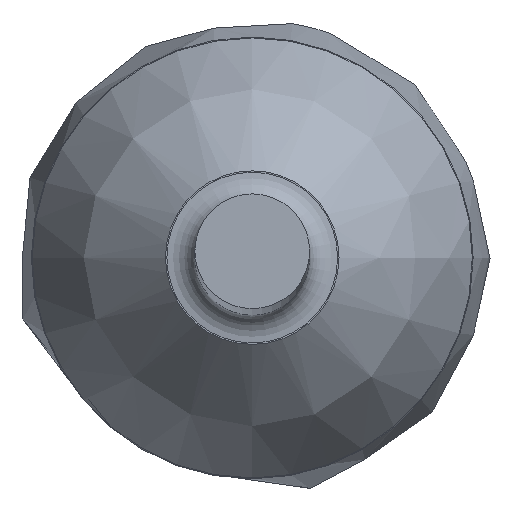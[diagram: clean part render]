
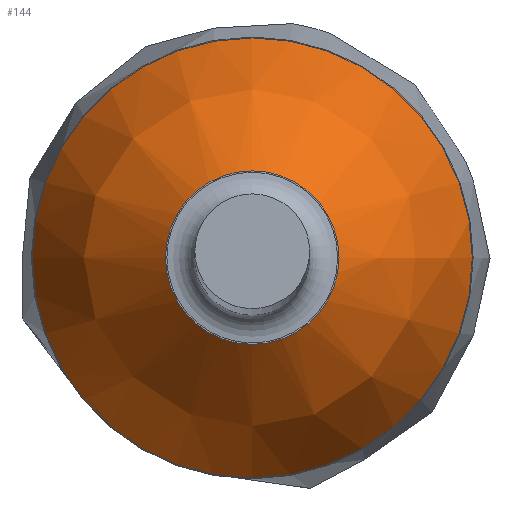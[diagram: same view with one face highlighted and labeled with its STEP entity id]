
A CAD part, top view. The second image highlights one B-rep face of the part: STEP entity #144.
In plain terms, the highlighted free-form (B-spline) face has degree [2, 2] with [3, 9] control points.
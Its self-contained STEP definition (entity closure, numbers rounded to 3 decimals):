
#13=(
BOUNDED_CURVE()
B_SPLINE_CURVE(2,(#272,#273,#274),.UNSPECIFIED.,.F.,.F.)
B_SPLINE_CURVE_WITH_KNOTS((3,3),(0.316,0.954),
 .UNSPECIFIED.)
CURVE()
GEOMETRIC_REPRESENTATION_ITEM()
RATIONAL_B_SPLINE_CURVE((1.,0.95,1.))
REPRESENTATION_ITEM('')
);
#15=(
BOUNDED_SURFACE()
B_SPLINE_SURFACE(2,2,((#241,#242,#243,#244,#245,#246,#247,#248,#249),(#250,
#251,#252,#253,#254,#255,#256,#257,#258),(#259,#260,#261,#262,#263,#264,
#265,#266,#267)),.UNSPECIFIED.,.F.,.T.,.F.)
B_SPLINE_SURFACE_WITH_KNOTS((3,3),(3,2,2,2,3),(-0.954,-0.316),
(-3.142,-1.571,0.,1.571,3.142),
 .UNSPECIFIED.)
GEOMETRIC_REPRESENTATION_ITEM()
RATIONAL_B_SPLINE_SURFACE(((1.,0.707,1.,0.707,1.,
0.707,1.,0.707,1.),(0.95,0.671,
0.95,0.671,0.95,0.671,
0.95,0.671,0.95),(1.,0.707,
1.,0.707,1.,0.707,1.,0.707,1.)))
REPRESENTATION_ITEM('')
SURFACE()
);
#34=FACE_OUTER_BOUND('',#49,.T.);
#49=EDGE_LOOP('',(#108,#109,#110,#111,#112,#113));
#61=CIRCLE('',#162,0.62);
#62=CIRCLE('',#163,0.62);
#64=CIRCLE('',#166,1.578);
#65=CIRCLE('',#167,1.578);
#74=VERTEX_POINT('',#234);
#75=VERTEX_POINT('',#235);
#77=VERTEX_POINT('',#268);
#78=VERTEX_POINT('',#269);
#87=EDGE_CURVE('',#74,#75,#61,.T.);
#88=EDGE_CURVE('',#75,#74,#62,.T.);
#90=EDGE_CURVE('',#77,#78,#64,.T.);
#91=EDGE_CURVE('',#78,#77,#65,.T.);
#92=EDGE_CURVE('',#78,#75,#13,.T.);
#108=ORIENTED_EDGE('',*,*,#90,.F.);
#109=ORIENTED_EDGE('',*,*,#91,.F.);
#110=ORIENTED_EDGE('',*,*,#92,.T.);
#111=ORIENTED_EDGE('',*,*,#88,.T.);
#112=ORIENTED_EDGE('',*,*,#87,.T.);
#113=ORIENTED_EDGE('',*,*,#92,.F.);
#144=ADVANCED_FACE('',(#34),#15,.F.);
#162=AXIS2_PLACEMENT_3D('',#236,#195,#196);
#163=AXIS2_PLACEMENT_3D('',#237,#197,#198);
#166=AXIS2_PLACEMENT_3D('',#270,#203,#204);
#167=AXIS2_PLACEMENT_3D('',#271,#205,#206);
#195=DIRECTION('center_axis',(0.,0.,-1.));
#196=DIRECTION('ref_axis',(1.,0.,0.));
#197=DIRECTION('center_axis',(0.,0.,-1.));
#198=DIRECTION('ref_axis',(1.,0.,0.));
#203=DIRECTION('center_axis',(0.,0.,-1.));
#204=DIRECTION('ref_axis',(1.,0.,0.));
#205=DIRECTION('center_axis',(0.,0.,-1.));
#206=DIRECTION('ref_axis',(1.,0.,0.));
#234=CARTESIAN_POINT('',(0.,0.62,2.1));
#235=CARTESIAN_POINT('',(0.62,0.,2.1));
#236=CARTESIAN_POINT('Origin',(0.,0.,2.1));
#237=CARTESIAN_POINT('Origin',(0.,0.,2.1));
#241=CARTESIAN_POINT('Ctrl Pts',(0.62,0.,2.1));
#242=CARTESIAN_POINT('Ctrl Pts',(0.62,-0.62,2.1));
#243=CARTESIAN_POINT('Ctrl Pts',(0.,-0.62,2.1));
#244=CARTESIAN_POINT('Ctrl Pts',(-0.62,-0.62,2.1));
#245=CARTESIAN_POINT('Ctrl Pts',(-0.62,0.,2.1));
#246=CARTESIAN_POINT('Ctrl Pts',(-0.62,0.62,2.1));
#247=CARTESIAN_POINT('Ctrl Pts',(0.,0.62,2.1));
#248=CARTESIAN_POINT('Ctrl Pts',(0.62,0.62,2.1));
#249=CARTESIAN_POINT('Ctrl Pts',(0.62,0.,2.1));
#250=CARTESIAN_POINT('Ctrl Pts',(1.314,0.,1.608));
#251=CARTESIAN_POINT('Ctrl Pts',(1.314,-1.314,1.608));
#252=CARTESIAN_POINT('Ctrl Pts',(0.,-1.314,1.608));
#253=CARTESIAN_POINT('Ctrl Pts',(-1.314,-1.314,1.608));
#254=CARTESIAN_POINT('Ctrl Pts',(-1.314,0.,1.608));
#255=CARTESIAN_POINT('Ctrl Pts',(-1.314,1.314,1.608));
#256=CARTESIAN_POINT('Ctrl Pts',(0.,1.314,1.608));
#257=CARTESIAN_POINT('Ctrl Pts',(1.314,1.314,1.608));
#258=CARTESIAN_POINT('Ctrl Pts',(1.314,0.,1.608));
#259=CARTESIAN_POINT('Ctrl Pts',(1.578,0.,0.8));
#260=CARTESIAN_POINT('Ctrl Pts',(1.578,-1.578,0.8));
#261=CARTESIAN_POINT('Ctrl Pts',(0.,-1.578,0.8));
#262=CARTESIAN_POINT('Ctrl Pts',(-1.578,-1.578,0.8));
#263=CARTESIAN_POINT('Ctrl Pts',(-1.578,0.,0.8));
#264=CARTESIAN_POINT('Ctrl Pts',(-1.578,1.578,0.8));
#265=CARTESIAN_POINT('Ctrl Pts',(0.,1.578,0.8));
#266=CARTESIAN_POINT('Ctrl Pts',(1.578,1.578,0.8));
#267=CARTESIAN_POINT('Ctrl Pts',(1.578,0.,0.8));
#268=CARTESIAN_POINT('',(0.,1.578,0.8));
#269=CARTESIAN_POINT('',(1.578,0.,0.8));
#270=CARTESIAN_POINT('Origin',(0.,0.,0.8));
#271=CARTESIAN_POINT('Origin',(0.,0.,0.8));
#272=CARTESIAN_POINT('Ctrl Pts',(1.578,0.,0.8));
#273=CARTESIAN_POINT('Ctrl Pts',(1.314,0.,1.608));
#274=CARTESIAN_POINT('Ctrl Pts',(0.62,0.,2.1));
